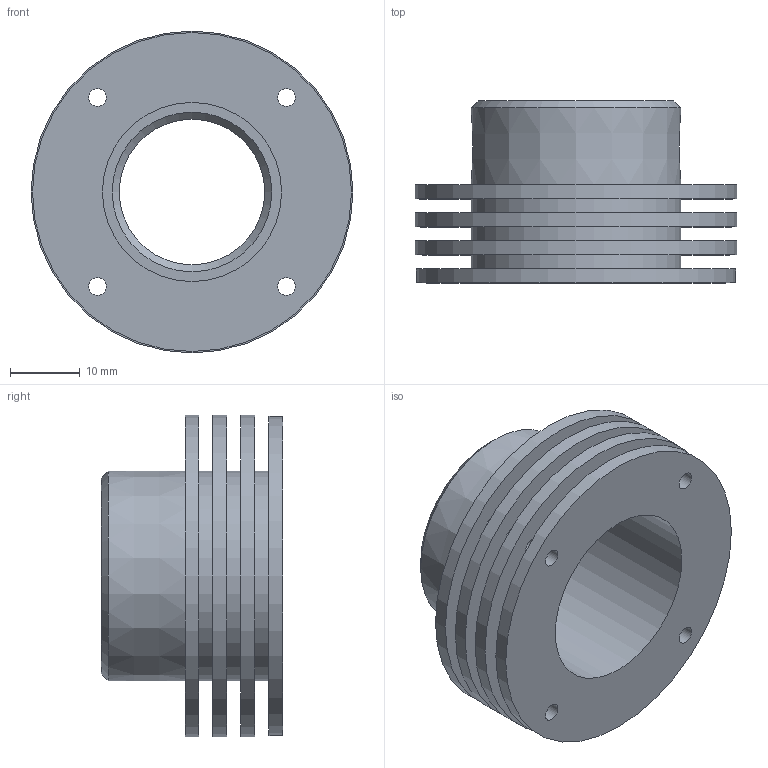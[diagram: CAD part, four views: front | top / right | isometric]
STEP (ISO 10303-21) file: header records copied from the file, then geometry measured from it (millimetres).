
FILE_DESCRIPTION(/* description */ (''),/* implementation_level */ '2;1');
FILE_NAME(/* name */ 'Support_v2.0.step',/* time_stamp */ '2018-06-09T13:11:18+02:00',/* author */ (''),/* organization */ (''),/* preprocessor_version */ 'ST-DEVELOPER v17',/* originating_system */ 'Autodesk Translation Framework v7.1.0.215',/* authorisation */ '');
FILE_SCHEMA (('AUTOMOTIVE_DESIGN { 1 0 10303 214 3 1 1 }'));
Length unit declared in the file: millimetre
Products named in the file (1): FusionComponent
Bounding box: 46 x 26 x 46 mm (x, y, z)
Volume: 13357.2 mm3; surface area: 13131.1 mm2
Topology: 1 solids, 1 shells, 39 faces, 104 edges, 75 vertices
Faces by surface type: cylinder 23, plane 10, cone 6
Full cylindrical faces by diameter (mm): 2.5 x16, 20.8 x1, 25.6 x1, 30 x2, 45.6 x1, 46 x2
Entity records: 1397 total; most frequent: DIRECTION 259, CARTESIAN_POINT 219, ORIENTED_EDGE 208, AXIS2_PLACEMENT_3D 115, EDGE_CURVE 104, EDGE_LOOP 81, CIRCLE 75, VERTEX_POINT 75
